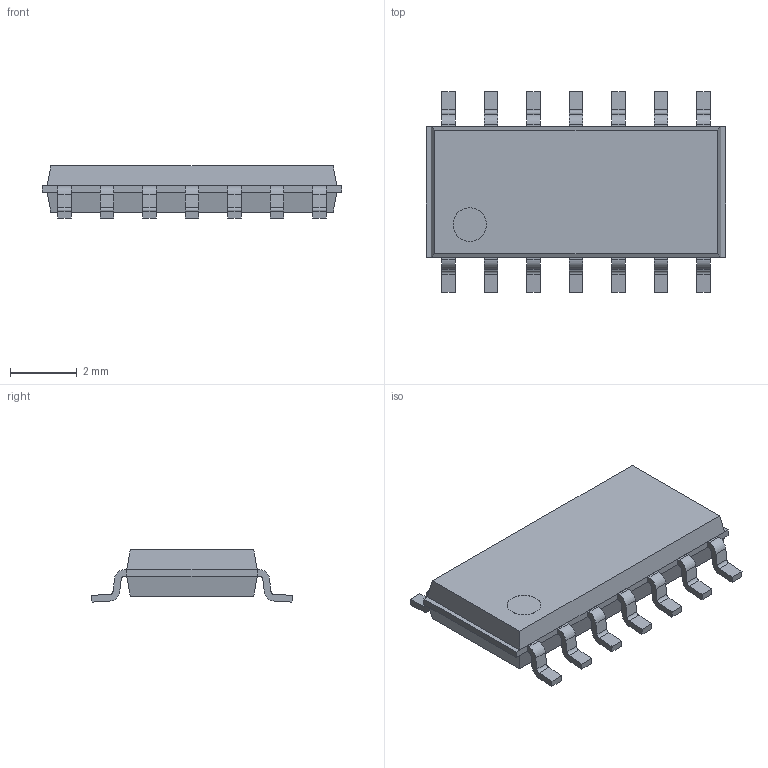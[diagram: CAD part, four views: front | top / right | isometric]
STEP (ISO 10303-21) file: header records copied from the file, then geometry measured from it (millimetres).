
FILE_DESCRIPTION (( 'STEP AP214' ), '1' );
FILE_NAME ('SOIC14.STEP', '2018-02-08T01:10:39', ( 'Admin' ), ( 'MyPc' ), 'SwSTEP 2.0', 'SolidWorks 2015', '' );
FILE_SCHEMA (( 'AUTOMOTIVE_DESIGN' ));
Length unit declared in the file: millimetre
Products named in the file (1): SOIC14
Bounding box: 8.95 x 6 x 1.56 mm (x, y, z)
Volume: 47.1 mm3; surface area: 128.6 mm2
Topology: 15 solids, 15 shells, 217 faces, 550 edges, 364 vertices
Faces by surface type: plane 159, cylinder 58
Entity records: 8658 total; most frequent: CARTESIAN_POINT 1132, DIRECTION 1102, ORIENTED_EDGE 1100, EDGE_CURVE 550, VECTOR 434, LINE 434, VERTEX_POINT 364, AXIS2_PLACEMENT_3D 334
